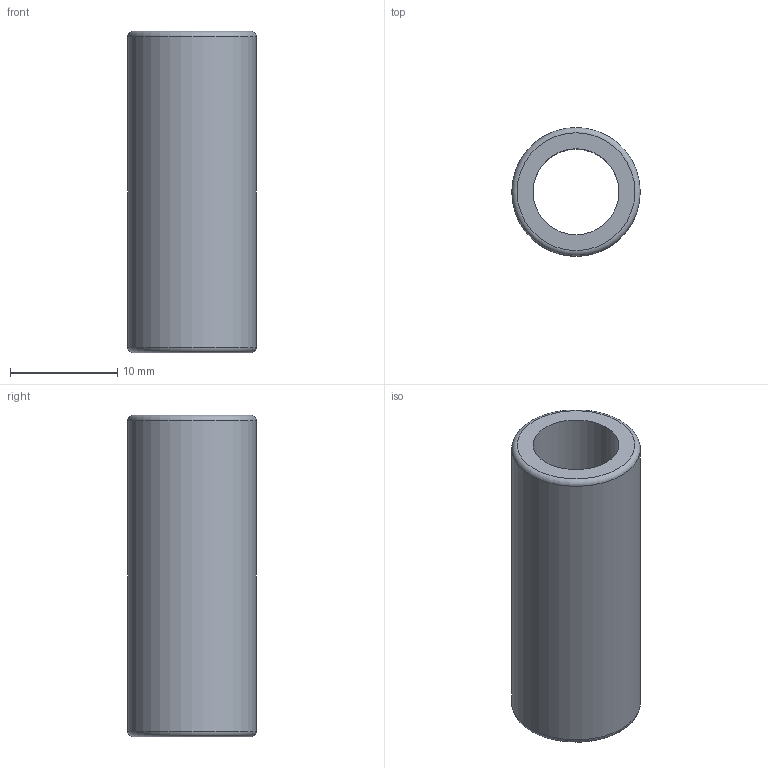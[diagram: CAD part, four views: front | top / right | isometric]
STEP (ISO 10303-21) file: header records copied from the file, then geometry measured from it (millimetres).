
FILE_DESCRIPTION(('FreeCAD Model'),'2;1');
FILE_NAME( 'BrassBushing8x12x30.step', '2015-11-13T21:49:34',('FreeCAD'),('FreeCAD'), 'Open CASCADE STEP processor 6.7','FreeCAD','Unknown');
FILE_SCHEMA(('AUTOMOTIVE_DESIGN_CC2 { 1 2 10303 214 -1 1 5 4 }'));
Length unit declared in the file: millimetre
Products named in the file (1): Fillet
Bounding box: 12 x 12 x 30 mm (x, y, z)
Volume: 1873.4 mm3; surface area: 1995.6 mm2
Topology: 1 solids, 1 shells, 6 faces, 10 edges, 6 vertices
Faces by surface type: cylinder 2, torus 2, plane 2
Full cylindrical faces by diameter (mm): 8.02 x1, 12 x1
Entity records: 309 total; most frequent: CARTESIAN_POINT 71, DIRECTION 44, ORIENTED_EDGE 20, PCURVE 20, DEFINITIONAL_REPRESENTATION 20, AXIS2_PLACEMENT_3D 15, LINE 14, VECTOR 14
